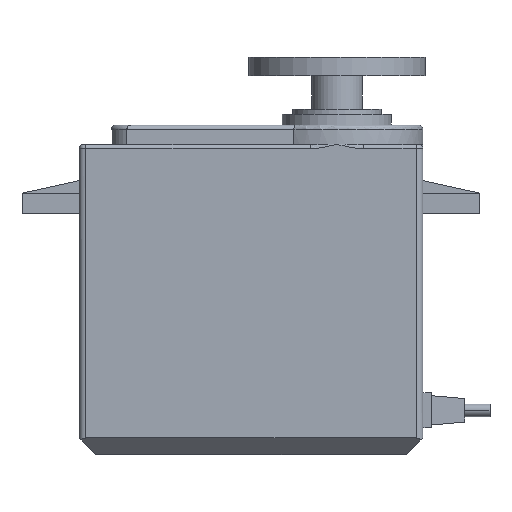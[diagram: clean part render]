
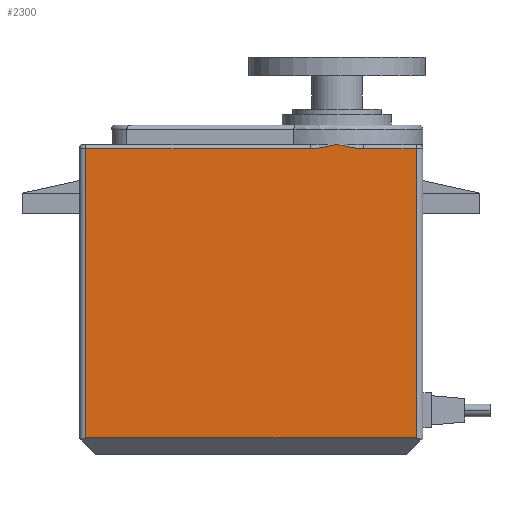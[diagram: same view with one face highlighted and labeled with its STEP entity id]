
A CAD part, front view. The second image highlights one B-rep face of the part: STEP entity #2300.
In plain terms, the highlighted planar face has unit normal (0, -1, 0).
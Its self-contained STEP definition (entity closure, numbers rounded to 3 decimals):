
#61=PLANE('',#2481);
#151=B_SPLINE_CURVE_WITH_KNOTS('',3,(#3521,#3522,#3523,#3524,#3525,#3526),
 .UNSPECIFIED.,.F.,.F.,(4,2,4),(-0.001,0.,0.319),
 .UNSPECIFIED.);
#154=B_SPLINE_CURVE_WITH_KNOTS('',3,(#3668,#3669,#3670,#3671,#3672,#3673),
 .UNSPECIFIED.,.F.,.F.,(4,2,4),(0.629,0.948,0.949),
 .UNSPECIFIED.);
#188=FACE_OUTER_BOUND('',#325,.T.);
#325=EDGE_LOOP('',(#1634,#1635,#1636,#1637,#1638,#1639,#1640));
#479=LINE('',#3465,#700);
#488=LINE('',#3606,#709);
#489=LINE('',#3677,#710);
#491=LINE('',#3687,#712);
#492=LINE('',#3688,#713);
#700=VECTOR('',#2703,10.);
#709=VECTOR('',#2754,10.);
#710=VECTOR('',#2761,10.);
#712=VECTOR('',#2773,10.);
#713=VECTOR('',#2774,10.);
#1023=VERTEX_POINT('',#3462);
#1024=VERTEX_POINT('',#3464);
#1030=VERTEX_POINT('',#3519);
#1039=VERTEX_POINT('',#3596);
#1041=VERTEX_POINT('',#3602);
#1043=VERTEX_POINT('',#3676);
#1046=VERTEX_POINT('',#3686);
#1242=EDGE_CURVE('',#1023,#1024,#479,.T.);
#1252=EDGE_CURVE('',#1030,#1023,#151,.T.);
#1270=EDGE_CURVE('',#1039,#1041,#488,.T.);
#1273=EDGE_CURVE('',#1041,#1030,#154,.T.);
#1275=EDGE_CURVE('',#1024,#1043,#489,.T.);
#1280=EDGE_CURVE('',#1046,#1039,#491,.T.);
#1281=EDGE_CURVE('',#1043,#1046,#492,.T.);
#1634=ORIENTED_EDGE('',*,*,#1242,.F.);
#1635=ORIENTED_EDGE('',*,*,#1252,.F.);
#1636=ORIENTED_EDGE('',*,*,#1273,.F.);
#1637=ORIENTED_EDGE('',*,*,#1270,.F.);
#1638=ORIENTED_EDGE('',*,*,#1280,.F.);
#1639=ORIENTED_EDGE('',*,*,#1281,.F.);
#1640=ORIENTED_EDGE('',*,*,#1275,.F.);
#2300=ADVANCED_FACE('',(#188),#61,.T.);
#2481=AXIS2_PLACEMENT_3D('',#3685,#2771,#2772);
#2703=DIRECTION('',(1.,0.,0.));
#2754=DIRECTION('',(1.,0.,0.));
#2761=DIRECTION('',(0.,0.,-1.));
#2771=DIRECTION('center_axis',(0.,-1.,0.));
#2772=DIRECTION('ref_axis',(1.,0.,0.));
#2773=DIRECTION('',(0.,0.,1.));
#2774=DIRECTION('',(-1.,0.,0.));
#3462=CARTESIAN_POINT('',(13.412,-10.25,36.5));
#3464=CARTESIAN_POINT('',(19.7,-10.25,36.5));
#3465=CARTESIAN_POINT('',(-10.25,-10.25,36.5));
#3519=CARTESIAN_POINT('',(10.25,-10.25,37.));
#3521=CARTESIAN_POINT('Ctrl Pts',(10.25,-10.25,37.));
#3522=CARTESIAN_POINT('Ctrl Pts',(10.255,-10.25,36.999));
#3523=CARTESIAN_POINT('Ctrl Pts',(10.259,-10.25,36.998));
#3524=CARTESIAN_POINT('Ctrl Pts',(11.301,-10.25,36.765));
#3525=CARTESIAN_POINT('Ctrl Pts',(12.35,-10.25,36.5));
#3526=CARTESIAN_POINT('Ctrl Pts',(13.412,-10.25,36.5));
#3596=CARTESIAN_POINT('',(-19.7,-10.25,36.5));
#3602=CARTESIAN_POINT('',(7.088,-10.25,36.5));
#3606=CARTESIAN_POINT('',(-10.25,-10.25,36.5));
#3668=CARTESIAN_POINT('Ctrl Pts',(7.088,-10.25,36.5));
#3669=CARTESIAN_POINT('Ctrl Pts',(8.151,-10.25,36.5));
#3670=CARTESIAN_POINT('Ctrl Pts',(9.2,-10.25,36.767));
#3671=CARTESIAN_POINT('Ctrl Pts',(10.242,-10.25,36.998));
#3672=CARTESIAN_POINT('Ctrl Pts',(10.246,-10.25,36.999));
#3673=CARTESIAN_POINT('Ctrl Pts',(10.25,-10.25,37.));
#3676=CARTESIAN_POINT('',(19.7,-10.25,2.));
#3677=CARTESIAN_POINT('',(19.7,-10.25,0.));
#3685=CARTESIAN_POINT('Origin',(-20.5,-10.25,0.));
#3686=CARTESIAN_POINT('',(-19.7,-10.25,2.));
#3687=CARTESIAN_POINT('',(-19.7,-10.25,0.));
#3688=CARTESIAN_POINT('',(-10.25,-10.25,2.));
